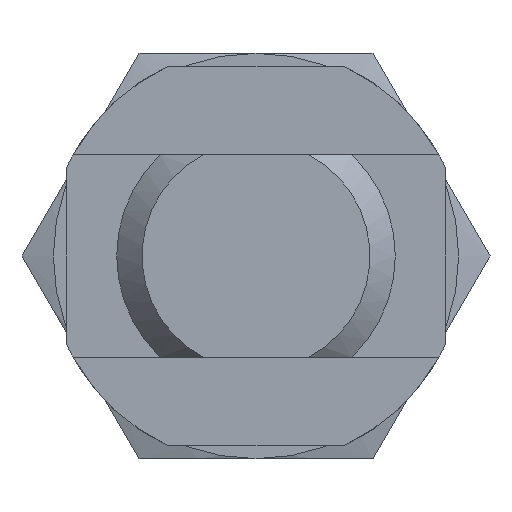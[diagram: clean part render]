
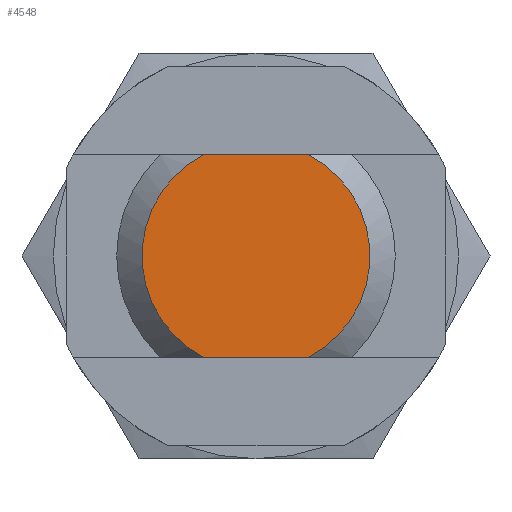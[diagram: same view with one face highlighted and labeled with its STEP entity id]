
A CAD part, left-side view. The second image highlights one B-rep face of the part: STEP entity #4548.
In plain terms, the highlighted planar face has unit normal (-1, 0, 0).
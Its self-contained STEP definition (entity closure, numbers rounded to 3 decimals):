
#217 = DIRECTION ( 'NONE',  ( 0., 1., 0. ) ) ;
#389 = DIRECTION ( 'NONE',  ( 0., 1., 0. ) ) ;
#460 = LINE ( 'NONE', #4376, #2709 ) ;
#528 = CIRCLE ( 'NONE', #740, 9. ) ;
#718 = AXIS2_PLACEMENT_3D ( 'NONE', #4201, #2117, #3517 ) ;
#725 = CARTESIAN_POINT ( 'NONE',  ( -143., -4.123, -8. ) ) ;
#740 = AXIS2_PLACEMENT_3D ( 'NONE', #1037, #3479, #1387 ) ;
#741 = EDGE_CURVE ( 'NONE', #3989, #1810, #528, .T. ) ;
#1037 = CARTESIAN_POINT ( 'NONE',  ( -143., 0., 0. ) ) ;
#1387 = DIRECTION ( 'NONE',  ( 0., 0., 1. ) ) ;
#1602 = CIRCLE ( 'NONE', #718, 9. ) ;
#1756 = VERTEX_POINT ( 'NONE', #2418 ) ;
#1806 = EDGE_LOOP ( 'NONE', ( #2209, #2165, #3212, #3372 ) ) ;
#1810 = VERTEX_POINT ( 'NONE', #2108 ) ;
#1969 = LINE ( 'NONE', #3375, #4465 ) ;
#2108 = CARTESIAN_POINT ( 'NONE',  ( -143., 4.123, -8. ) ) ;
#2117 = DIRECTION ( 'NONE',  ( -1., 0., 0. ) ) ;
#2140 = PLANE ( 'NONE',  #3750 ) ;
#2165 = ORIENTED_EDGE ( 'NONE', *, *, #3282, .F. ) ;
#2209 = ORIENTED_EDGE ( 'NONE', *, *, #2625, .T. ) ;
#2238 = DIRECTION ( 'NONE',  ( 0., -1., 0. ) ) ;
#2418 = CARTESIAN_POINT ( 'NONE',  ( -143., -4.123, 8. ) ) ;
#2503 = CARTESIAN_POINT ( 'NONE',  ( -143., 0., 0. ) ) ;
#2598 = VERTEX_POINT ( 'NONE', #725 ) ;
#2625 = EDGE_CURVE ( 'NONE', #2598, #1756, #1602, .T. ) ;
#2709 = VECTOR ( 'NONE', #2238, 1000. ) ;
#2951 = EDGE_CURVE ( 'NONE', #2598, #1810, #1969, .T. ) ;
#3212 = ORIENTED_EDGE ( 'NONE', *, *, #741, .T. ) ;
#3266 = FACE_OUTER_BOUND ( 'NONE', #1806, .T. ) ;
#3282 = EDGE_CURVE ( 'NONE', #3989, #1756, #460, .T. ) ;
#3372 = ORIENTED_EDGE ( 'NONE', *, *, #2951, .F. ) ;
#3375 = CARTESIAN_POINT ( 'NONE',  ( -143., -20., -8. ) ) ;
#3447 = CARTESIAN_POINT ( 'NONE',  ( -143., 4.123, 8. ) ) ;
#3479 = DIRECTION ( 'NONE',  ( -1., 0., 0. ) ) ;
#3517 = DIRECTION ( 'NONE',  ( 0., 0., 1. ) ) ;
#3750 = AXIS2_PLACEMENT_3D ( 'NONE', #2503, #4292, #389 ) ;
#3989 = VERTEX_POINT ( 'NONE', #3447 ) ;
#4201 = CARTESIAN_POINT ( 'NONE',  ( -143., 0., 0. ) ) ;
#4292 = DIRECTION ( 'NONE',  ( 1., 0., 0. ) ) ;
#4376 = CARTESIAN_POINT ( 'NONE',  ( -143., 20., 8. ) ) ;
#4465 = VECTOR ( 'NONE', #217, 1000. ) ;
#4548 = ADVANCED_FACE ( 'NONE', ( #3266 ), #2140, .F. ) ;
